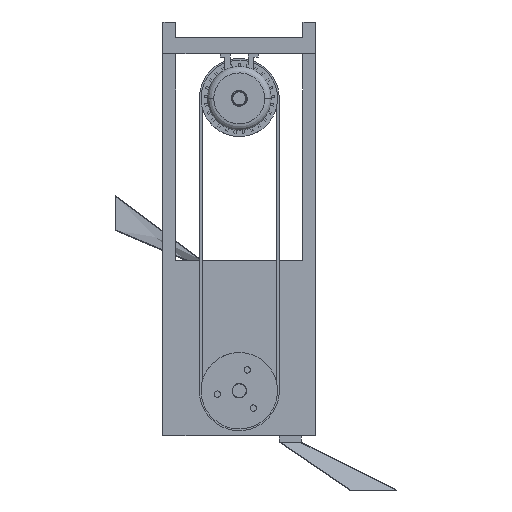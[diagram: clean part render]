
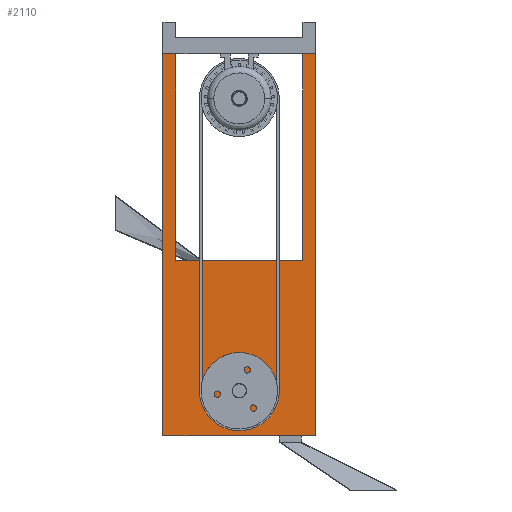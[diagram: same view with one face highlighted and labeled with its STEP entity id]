
A CAD part, front view. The second image highlights one B-rep face of the part: STEP entity #2110.
In plain terms, the highlighted free-form (B-spline) face has degree [1, 1] with [2, 2] control points.
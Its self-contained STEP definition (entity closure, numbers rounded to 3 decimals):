
#2110 = ADVANCED_FACE('',(#2111,#2173),#2231,.T.);
#2111 = FACE_BOUND('',#2112,.T.);
#2112 = EDGE_LOOP('',(#2113,#2122,#2130,#2137,#2145,#2152,#2160,#2167));
#2113 = ORIENTED_EDGE('',*,*,#2114,.F.);
#2114 = EDGE_CURVE('',#2115,#2117,#2119,.T.);
#2115 = VERTEX_POINT('',#2116);
#2116 = CARTESIAN_POINT('',(171.041,207.616,
    -891.045));
#2117 = VERTEX_POINT('',#2118);
#2118 = CARTESIAN_POINT('',(171.041,207.616,
    -804.796));
#2119 = B_SPLINE_CURVE_WITH_KNOTS('',1,(#2120,#2121),.UNSPECIFIED.,.F.,
  .F.,(2,2),(0.,60.),.PIECEWISE_BEZIER_KNOTS.);
#2120 = CARTESIAN_POINT('',(171.041,207.616,
    -891.045));
#2121 = CARTESIAN_POINT('',(171.041,207.616,
    -804.796));
#2122 = ORIENTED_EDGE('',*,*,#2123,.F.);
#2123 = EDGE_CURVE('',#2124,#2115,#2126,.T.);
#2124 = VERTEX_POINT('',#2125);
#2125 = CARTESIAN_POINT('',(142.291,207.616,
    -919.795));
#2126 = ( BOUNDED_CURVE() B_SPLINE_CURVE(2,(#2127,#2128,#2129),
.UNSPECIFIED.,.F.,.F.) B_SPLINE_CURVE_WITH_KNOTS((3,3),(3.142,
4.712),.PIECEWISE_BEZIER_KNOTS.) CURVE() 
GEOMETRIC_REPRESENTATION_ITEM() RATIONAL_B_SPLINE_CURVE((1.,
0.707,1.)) REPRESENTATION_ITEM('') );
#2127 = CARTESIAN_POINT('',(142.291,207.616,
    -919.795));
#2128 = CARTESIAN_POINT('',(171.041,207.616,
    -919.795));
#2129 = CARTESIAN_POINT('',(171.041,207.616,
    -891.045));
#2130 = ORIENTED_EDGE('',*,*,#2131,.F.);
#2131 = EDGE_CURVE('',#2132,#2124,#2134,.T.);
#2132 = VERTEX_POINT('',#2133);
#2133 = CARTESIAN_POINT('',(56.041,207.616,
    -919.795));
#2134 = B_SPLINE_CURVE_WITH_KNOTS('',1,(#2135,#2136),.UNSPECIFIED.,.F.,
  .F.,(2,2),(0.,60.),.PIECEWISE_BEZIER_KNOTS.);
#2135 = CARTESIAN_POINT('',(56.041,207.616,
    -919.795));
#2136 = CARTESIAN_POINT('',(142.291,207.616,
    -919.795));
#2137 = ORIENTED_EDGE('',*,*,#2138,.F.);
#2138 = EDGE_CURVE('',#2139,#2132,#2141,.T.);
#2139 = VERTEX_POINT('',#2140);
#2140 = CARTESIAN_POINT('',(27.291,207.616,
    -891.045));
#2141 = ( BOUNDED_CURVE() B_SPLINE_CURVE(2,(#2142,#2143,#2144),
.UNSPECIFIED.,.F.,.F.) B_SPLINE_CURVE_WITH_KNOTS((3,3),(1.571,
3.142),.PIECEWISE_BEZIER_KNOTS.) CURVE() 
GEOMETRIC_REPRESENTATION_ITEM() RATIONAL_B_SPLINE_CURVE((1.,
0.707,1.)) REPRESENTATION_ITEM('') );
#2142 = CARTESIAN_POINT('',(27.291,207.616,
    -891.045));
#2143 = CARTESIAN_POINT('',(27.291,207.616,
    -919.795));
#2144 = CARTESIAN_POINT('',(56.041,207.616,
    -919.795));
#2145 = ORIENTED_EDGE('',*,*,#2146,.F.);
#2146 = EDGE_CURVE('',#2147,#2139,#2149,.T.);
#2147 = VERTEX_POINT('',#2148);
#2148 = CARTESIAN_POINT('',(27.291,207.616,
    -804.796));
#2149 = B_SPLINE_CURVE_WITH_KNOTS('',1,(#2150,#2151),.UNSPECIFIED.,.F.,
  .F.,(2,2),(-60.,-0.),.PIECEWISE_BEZIER_KNOTS.);
#2150 = CARTESIAN_POINT('',(27.291,207.616,
    -804.796));
#2151 = CARTESIAN_POINT('',(27.291,207.616,
    -891.045));
#2152 = ORIENTED_EDGE('',*,*,#2153,.F.);
#2153 = EDGE_CURVE('',#2154,#2147,#2156,.T.);
#2154 = VERTEX_POINT('',#2155);
#2155 = CARTESIAN_POINT('',(56.041,207.616,
    -776.046));
#2156 = ( BOUNDED_CURVE() B_SPLINE_CURVE(2,(#2157,#2158,#2159),
.UNSPECIFIED.,.F.,.F.) B_SPLINE_CURVE_WITH_KNOTS((3,3),(0.,
1.571),.PIECEWISE_BEZIER_KNOTS.) CURVE() 
GEOMETRIC_REPRESENTATION_ITEM() RATIONAL_B_SPLINE_CURVE((1.,
0.707,1.)) REPRESENTATION_ITEM('') );
#2157 = CARTESIAN_POINT('',(56.041,207.616,
    -776.046));
#2158 = CARTESIAN_POINT('',(27.291,207.616,
    -776.046));
#2159 = CARTESIAN_POINT('',(27.291,207.616,
    -804.796));
#2160 = ORIENTED_EDGE('',*,*,#2161,.F.);
#2161 = EDGE_CURVE('',#2162,#2154,#2164,.T.);
#2162 = VERTEX_POINT('',#2163);
#2163 = CARTESIAN_POINT('',(142.291,207.616,
    -776.046));
#2164 = B_SPLINE_CURVE_WITH_KNOTS('',1,(#2165,#2166),.UNSPECIFIED.,.F.,
  .F.,(2,2),(-60.,-0.),.PIECEWISE_BEZIER_KNOTS.);
#2165 = CARTESIAN_POINT('',(142.291,207.616,
    -776.046));
#2166 = CARTESIAN_POINT('',(56.041,207.616,
    -776.046));
#2167 = ORIENTED_EDGE('',*,*,#2168,.F.);
#2168 = EDGE_CURVE('',#2117,#2162,#2169,.T.);
#2169 = ( BOUNDED_CURVE() B_SPLINE_CURVE(2,(#2170,#2171,#2172),
.UNSPECIFIED.,.F.,.F.) B_SPLINE_CURVE_WITH_KNOTS((3,3),(1.571,
3.142),.PIECEWISE_BEZIER_KNOTS.) CURVE() 
GEOMETRIC_REPRESENTATION_ITEM() RATIONAL_B_SPLINE_CURVE((1.,
0.707,1.)) REPRESENTATION_ITEM('') );
#2170 = CARTESIAN_POINT('',(171.041,207.616,
    -804.796));
#2171 = CARTESIAN_POINT('',(171.041,207.616,
    -776.046));
#2172 = CARTESIAN_POINT('',(142.291,207.616,
    -776.046));
#2173 = FACE_BOUND('',#2174,.T.);
#2174 = EDGE_LOOP('',(#2175,#2184,#2191,#2198,#2205,#2212,#2219,#2226));
#2175 = ORIENTED_EDGE('',*,*,#2176,.F.);
#2176 = EDGE_CURVE('',#2177,#2179,#2181,.T.);
#2177 = VERTEX_POINT('',#2178);
#2178 = CARTESIAN_POINT('',(386.664,207.616,
    -261.156));
#2179 = VERTEX_POINT('',#2180);
#2180 = CARTESIAN_POINT('',(386.664,207.616,
    673.213));
#2181 = B_SPLINE_CURVE_WITH_KNOTS('',1,(#2182,#2183),.UNSPECIFIED.,.F.,
  .F.,(2,2),(550.,1200.),.PIECEWISE_BEZIER_KNOTS.);
#2182 = CARTESIAN_POINT('',(386.664,207.616,
    -261.156));
#2183 = CARTESIAN_POINT('',(386.664,207.616,
    673.213));
#2184 = ORIENTED_EDGE('',*,*,#2185,.T.);
#2185 = EDGE_CURVE('',#2177,#2186,#2188,.T.);
#2186 = VERTEX_POINT('',#2187);
#2187 = CARTESIAN_POINT('',(-188.332,207.616,
    -261.156));
#2188 = B_SPLINE_CURVE_WITH_KNOTS('',1,(#2189,#2190),.UNSPECIFIED.,.F.,
  .F.,(2,2),(40.,440.),.PIECEWISE_BEZIER_KNOTS.);
#2189 = CARTESIAN_POINT('',(386.664,207.616,
    -261.156));
#2190 = CARTESIAN_POINT('',(-188.332,207.616,
    -261.156));
#2191 = ORIENTED_EDGE('',*,*,#2192,.T.);
#2192 = EDGE_CURVE('',#2186,#2193,#2195,.T.);
#2193 = VERTEX_POINT('',#2194);
#2194 = CARTESIAN_POINT('',(-188.332,207.616,
    673.213));
#2195 = B_SPLINE_CURVE_WITH_KNOTS('',1,(#2196,#2197),.UNSPECIFIED.,.F.,
  .F.,(2,2),(550.,1200.),.PIECEWISE_BEZIER_KNOTS.);
#2196 = CARTESIAN_POINT('',(-188.332,207.616,
    -261.156));
#2197 = CARTESIAN_POINT('',(-188.332,207.616,
    673.213));
#2198 = ORIENTED_EDGE('',*,*,#2199,.T.);
#2199 = EDGE_CURVE('',#2193,#2200,#2202,.T.);
#2200 = VERTEX_POINT('',#2201);
#2201 = CARTESIAN_POINT('',(-245.832,207.616,
    673.213));
#2202 = B_SPLINE_CURVE_WITH_KNOTS('',1,(#2203,#2204),.UNSPECIFIED.,.F.,
  .F.,(2,2),(-40.,-0.),.PIECEWISE_BEZIER_KNOTS.);
#2203 = CARTESIAN_POINT('',(-188.332,207.616,
    673.213));
#2204 = CARTESIAN_POINT('',(-245.832,207.616,
    673.213));
#2205 = ORIENTED_EDGE('',*,*,#2206,.F.);
#2206 = EDGE_CURVE('',#2207,#2200,#2209,.T.);
#2207 = VERTEX_POINT('',#2208);
#2208 = CARTESIAN_POINT('',(-245.832,207.616,
    -1051.776));
#2209 = B_SPLINE_CURVE_WITH_KNOTS('',1,(#2210,#2211),.UNSPECIFIED.,.F.,
  .F.,(2,2),(0.,1200.),.PIECEWISE_BEZIER_KNOTS.);
#2210 = CARTESIAN_POINT('',(-245.832,207.616,
    -1051.776));
#2211 = CARTESIAN_POINT('',(-245.832,207.616,
    673.213));
#2212 = ORIENTED_EDGE('',*,*,#2213,.F.);
#2213 = EDGE_CURVE('',#2214,#2207,#2216,.T.);
#2214 = VERTEX_POINT('',#2215);
#2215 = CARTESIAN_POINT('',(444.164,207.616,
    -1051.776));
#2216 = B_SPLINE_CURVE_WITH_KNOTS('',1,(#2217,#2218),.UNSPECIFIED.,.F.,
  .F.,(2,2),(-480.,-0.),.PIECEWISE_BEZIER_KNOTS.);
#2217 = CARTESIAN_POINT('',(444.164,207.616,
    -1051.776));
#2218 = CARTESIAN_POINT('',(-245.832,207.616,
    -1051.776));
#2219 = ORIENTED_EDGE('',*,*,#2220,.T.);
#2220 = EDGE_CURVE('',#2214,#2221,#2223,.T.);
#2221 = VERTEX_POINT('',#2222);
#2222 = CARTESIAN_POINT('',(444.164,207.616,
    673.213));
#2223 = B_SPLINE_CURVE_WITH_KNOTS('',1,(#2224,#2225),.UNSPECIFIED.,.F.,
  .F.,(2,2),(0.,1200.),.PIECEWISE_BEZIER_KNOTS.);
#2224 = CARTESIAN_POINT('',(444.164,207.616,
    -1051.776));
#2225 = CARTESIAN_POINT('',(444.164,207.616,
    673.213));
#2226 = ORIENTED_EDGE('',*,*,#2227,.T.);
#2227 = EDGE_CURVE('',#2221,#2179,#2228,.T.);
#2228 = B_SPLINE_CURVE_WITH_KNOTS('',1,(#2229,#2230),.UNSPECIFIED.,.F.,
  .F.,(2,2),(0.,40.),.PIECEWISE_BEZIER_KNOTS.);
#2229 = CARTESIAN_POINT('',(444.164,207.616,
    673.213));
#2230 = CARTESIAN_POINT('',(386.664,207.616,
    673.213));
#2231 = B_SPLINE_SURFACE_WITH_KNOTS('',1,1,(
    (#2232,#2233)
    ,(#2234,#2235
    )),.UNSPECIFIED.,.F.,.F.,.F.,(2,2),(2,2),(0.,1200.),(-240.,240.),
  .PIECEWISE_BEZIER_KNOTS.);
#2232 = CARTESIAN_POINT('',(-245.832,207.616,
    673.213));
#2233 = CARTESIAN_POINT('',(444.164,207.616,
    673.213));
#2234 = CARTESIAN_POINT('',(-245.832,207.616,
    -1051.776));
#2235 = CARTESIAN_POINT('',(444.164,207.616,
    -1051.776));
